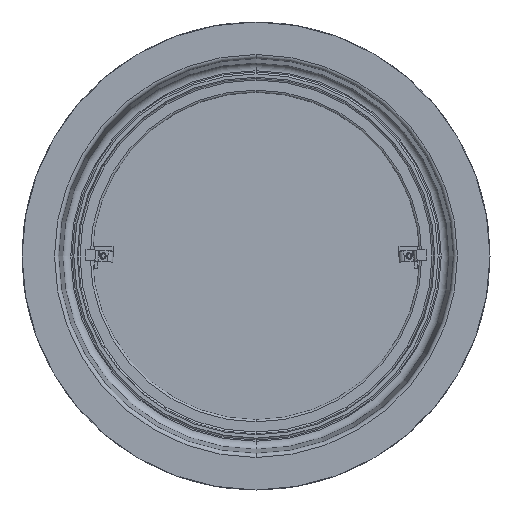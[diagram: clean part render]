
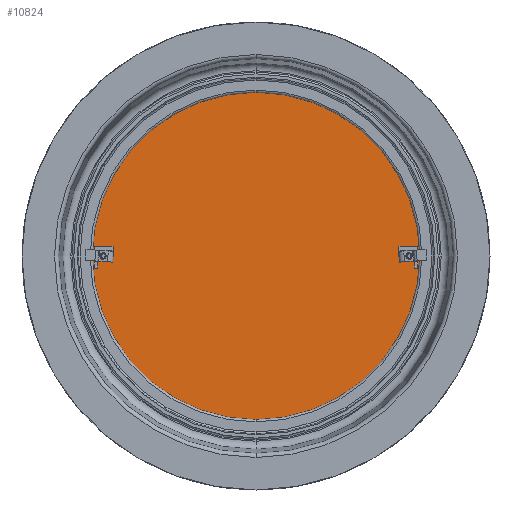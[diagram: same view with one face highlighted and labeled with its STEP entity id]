
A CAD part, front view. The second image highlights one B-rep face of the part: STEP entity #10824.
In plain terms, the highlighted planar face has unit normal (0, -1, 0).
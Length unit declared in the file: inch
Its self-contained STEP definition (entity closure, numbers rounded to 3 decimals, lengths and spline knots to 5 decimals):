
#475 = DIRECTION ( 'NONE',  ( 0., 0., -1. ) ) ;
#2878 = CARTESIAN_POINT ( 'NONE',  ( -14.0175, 0., 0. ) ) ;
#4592 = VERTEX_POINT ( 'NONE', #65220 ) ;
#8107 = CARTESIAN_POINT ( 'NONE',  ( 0., 0., 0. ) ) ;
#10009 = FACE_OUTER_BOUND ( 'NONE', #62667, .T. ) ;
#10824 = ADVANCED_FACE ( 'NONE', ( #10009, #61050, #15014 ), #56052, .F. ) ;
#11690 = AXIS2_PLACEMENT_3D ( 'NONE', #29683, #20389, #45030 ) ;
#12557 = ORIENTED_EDGE ( 'NONE', *, *, #28852, .T. ) ;
#13826 = DIRECTION ( 'NONE',  ( 0., -1., 0. ) ) ;
#14609 = CARTESIAN_POINT ( 'NONE',  ( 14.0175, 0., 0.21875 ) ) ;
#15014 = FACE_BOUND ( 'NONE', #15891, .T. ) ;
#15891 = EDGE_LOOP ( 'NONE', ( #50727, #33615 ) ) ;
#16146 = CARTESIAN_POINT ( 'NONE',  ( 0., 0., 0. ) ) ;
#19129 = DIRECTION ( 'NONE',  ( 0., 0., -1. ) ) ;
#19427 = ORIENTED_EDGE ( 'NONE', *, *, #21546, .T. ) ;
#19584 = ORIENTED_EDGE ( 'NONE', *, *, #24459, .F. ) ;
#19684 = CARTESIAN_POINT ( 'NONE',  ( 14.0175, 0., 0. ) ) ;
#20158 = CARTESIAN_POINT ( 'NONE',  ( 14.0175, 0., 0. ) ) ;
#20224 = CIRCLE ( 'NONE', #54305, 0.21875 ) ;
#20389 = DIRECTION ( 'NONE',  ( 0., 1., 0. ) ) ;
#21546 = EDGE_CURVE ( 'NONE', #51701, #4592, #51473, .T. ) ;
#24459 = EDGE_CURVE ( 'NONE', #43097, #62093, #55028, .T. ) ;
#24662 = DIRECTION ( 'NONE',  ( 0., 0., 1. ) ) ;
#26275 = AXIS2_PLACEMENT_3D ( 'NONE', #20158, #13826, #34484 ) ;
#26326 = EDGE_CURVE ( 'NONE', #37552, #53412, #20224, .T. ) ;
#26547 = CARTESIAN_POINT ( 'NONE',  ( -14.0175, 0., -0.21875 ) ) ;
#28789 = CARTESIAN_POINT ( 'NONE',  ( 0., 0., -15.9375 ) ) ;
#28852 = EDGE_CURVE ( 'NONE', #4592, #51701, #44928, .T. ) ;
#29660 = AXIS2_PLACEMENT_3D ( 'NONE', #19684, #35982, #24662 ) ;
#29683 = CARTESIAN_POINT ( 'NONE',  ( 0., 0., 0. ) ) ;
#30699 = EDGE_CURVE ( 'NONE', #53412, #37552, #41162, .T. ) ;
#31363 = CARTESIAN_POINT ( 'NONE',  ( -14.0175, 0., 0. ) ) ;
#32222 = AXIS2_PLACEMENT_3D ( 'NONE', #16146, #35160, #475 ) ;
#32957 = EDGE_CURVE ( 'NONE', #62093, #43097, #64829, .T. ) ;
#33282 = CARTESIAN_POINT ( 'NONE',  ( 14.0175, 0., -0.21875 ) ) ;
#33615 = ORIENTED_EDGE ( 'NONE', *, *, #30699, .F. ) ;
#34484 = DIRECTION ( 'NONE',  ( 0., 0., 1. ) ) ;
#34547 = DIRECTION ( 'NONE',  ( 0., -1., 0. ) ) ;
#35160 = DIRECTION ( 'NONE',  ( 0., -1., 0. ) ) ;
#35982 = DIRECTION ( 'NONE',  ( 0., -1., 0. ) ) ;
#37552 = VERTEX_POINT ( 'NONE', #41522 ) ;
#41027 = DIRECTION ( 'NONE',  ( 0., 0., 1. ) ) ;
#41162 = CIRCLE ( 'NONE', #49738, 0.21875 ) ;
#41522 = CARTESIAN_POINT ( 'NONE',  ( -14.0175, 0., 0.21875 ) ) ;
#43097 = VERTEX_POINT ( 'NONE', #33282 ) ;
#44050 = EDGE_LOOP ( 'NONE', ( #49098, #19584 ) ) ;
#44446 = DIRECTION ( 'NONE',  ( 0., -1., 0. ) ) ;
#44928 = CIRCLE ( 'NONE', #53493, 15.9375 ) ;
#45030 = DIRECTION ( 'NONE',  ( 0., 0., 1. ) ) ;
#45724 = DIRECTION ( 'NONE',  ( 0., -1., 0. ) ) ;
#48284 = DIRECTION ( 'NONE',  ( 0., 0., 1. ) ) ;
#49098 = ORIENTED_EDGE ( 'NONE', *, *, #32957, .F. ) ;
#49738 = AXIS2_PLACEMENT_3D ( 'NONE', #31363, #45724, #41027 ) ;
#50727 = ORIENTED_EDGE ( 'NONE', *, *, #26326, .F. ) ;
#51473 = CIRCLE ( 'NONE', #32222, 15.9375 ) ;
#51701 = VERTEX_POINT ( 'NONE', #28789 ) ;
#53412 = VERTEX_POINT ( 'NONE', #26547 ) ;
#53493 = AXIS2_PLACEMENT_3D ( 'NONE', #8107, #44446, #19129 ) ;
#54305 = AXIS2_PLACEMENT_3D ( 'NONE', #2878, #34547, #48284 ) ;
#55028 = CIRCLE ( 'NONE', #26275, 0.21875 ) ;
#56052 = PLANE ( 'NONE',  #11690 ) ;
#61050 = FACE_BOUND ( 'NONE', #44050, .T. ) ;
#62093 = VERTEX_POINT ( 'NONE', #14609 ) ;
#62667 = EDGE_LOOP ( 'NONE', ( #19427, #12557 ) ) ;
#64829 = CIRCLE ( 'NONE', #29660, 0.21875 ) ;
#65220 = CARTESIAN_POINT ( 'NONE',  ( 0., 0., 15.9375 ) ) ;
